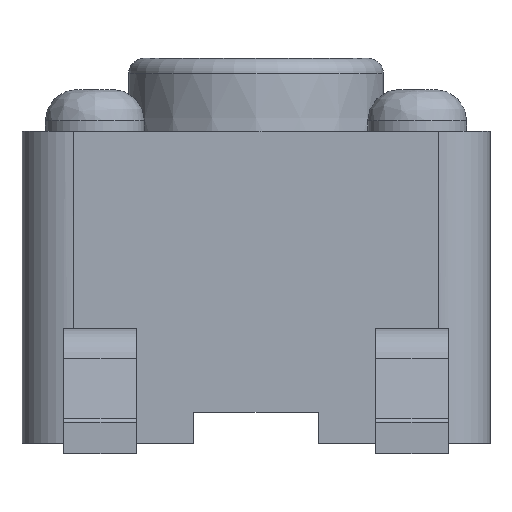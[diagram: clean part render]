
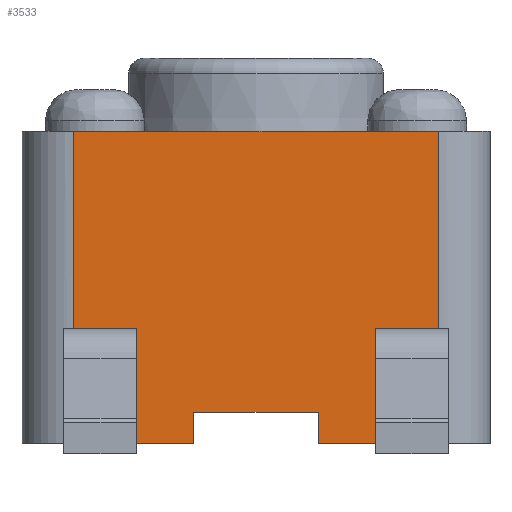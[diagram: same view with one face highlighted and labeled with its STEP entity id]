
A CAD part, left-side view. The second image highlights one B-rep face of the part: STEP entity #3533.
In plain terms, the highlighted planar face has unit normal (-1, 0, 0).
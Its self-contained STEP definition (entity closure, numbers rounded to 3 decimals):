
#71=PLANE('',#3843);
#230=FACE_OUTER_BOUND('',#430,.T.);
#430=EDGE_LOOP('',(#2549,#2550,#2551,#2552,#2553,#2554,#2555,#2556,#2557,
#2558,#2559,#2560,#2561,#2562,#2563,#2564));
#610=LINE('',#5281,#953);
#619=LINE('',#5471,#962);
#621=LINE('',#5478,#964);
#629=LINE('',#5496,#972);
#634=LINE('',#5506,#977);
#635=LINE('',#5508,#978);
#636=LINE('',#5510,#979);
#637=LINE('',#5512,#980);
#638=LINE('',#5514,#981);
#639=LINE('',#5516,#982);
#640=LINE('',#5518,#983);
#641=LINE('',#5520,#984);
#642=LINE('',#5521,#985);
#643=LINE('',#5523,#986);
#644=LINE('',#5525,#987);
#645=LINE('',#5526,#988);
#953=VECTOR('',#4284,3.5);
#962=VECTOR('',#4377,0.8);
#964=VECTOR('',#4383,1.9);
#972=VECTOR('',#4395,1.15);
#977=VECTOR('',#4404,0.3);
#978=VECTOR('',#4405,1.2);
#979=VECTOR('',#4406,0.3);
#980=VECTOR('',#4407,1.15);
#981=VECTOR('',#4408,0.8);
#982=VECTOR('',#4409,0.6);
#983=VECTOR('',#4410,0.3);
#984=VECTOR('',#4411,0.6);
#985=VECTOR('',#4412,1.9);
#986=VECTOR('',#4413,0.6);
#987=VECTOR('',#4414,0.3);
#988=VECTOR('',#4415,0.6);
#1494=VERTEX_POINT('',#5278);
#1495=VERTEX_POINT('',#5280);
#1525=VERTEX_POINT('',#5468);
#1526=VERTEX_POINT('',#5470);
#1529=VERTEX_POINT('',#5476);
#1537=VERTEX_POINT('',#5494);
#1540=VERTEX_POINT('',#5505);
#1541=VERTEX_POINT('',#5507);
#1542=VERTEX_POINT('',#5509);
#1543=VERTEX_POINT('',#5511);
#1544=VERTEX_POINT('',#5513);
#1545=VERTEX_POINT('',#5515);
#1546=VERTEX_POINT('',#5517);
#1547=VERTEX_POINT('',#5519);
#1548=VERTEX_POINT('',#5522);
#1549=VERTEX_POINT('',#5524);
#1859=EDGE_CURVE('',#1495,#1494,#610,.T.);
#1900=EDGE_CURVE('',#1525,#1526,#619,.T.);
#1904=EDGE_CURVE('',#1529,#1494,#621,.T.);
#1913=EDGE_CURVE('',#1525,#1537,#629,.T.);
#1918=EDGE_CURVE('',#1537,#1540,#634,.T.);
#1919=EDGE_CURVE('',#1540,#1541,#635,.T.);
#1920=EDGE_CURVE('',#1541,#1542,#636,.T.);
#1921=EDGE_CURVE('',#1542,#1543,#637,.T.);
#1922=EDGE_CURVE('',#1544,#1543,#638,.T.);
#1923=EDGE_CURVE('',#1544,#1545,#639,.T.);
#1924=EDGE_CURVE('',#1545,#1546,#640,.T.);
#1925=EDGE_CURVE('',#1546,#1547,#641,.T.);
#1926=EDGE_CURVE('',#1495,#1547,#642,.T.);
#1927=EDGE_CURVE('',#1529,#1548,#643,.T.);
#1928=EDGE_CURVE('',#1548,#1549,#644,.T.);
#1929=EDGE_CURVE('',#1549,#1526,#645,.T.);
#2549=ORIENTED_EDGE('',*,*,#1900,.F.);
#2550=ORIENTED_EDGE('',*,*,#1913,.T.);
#2551=ORIENTED_EDGE('',*,*,#1918,.T.);
#2552=ORIENTED_EDGE('',*,*,#1919,.T.);
#2553=ORIENTED_EDGE('',*,*,#1920,.T.);
#2554=ORIENTED_EDGE('',*,*,#1921,.T.);
#2555=ORIENTED_EDGE('',*,*,#1922,.F.);
#2556=ORIENTED_EDGE('',*,*,#1923,.T.);
#2557=ORIENTED_EDGE('',*,*,#1924,.T.);
#2558=ORIENTED_EDGE('',*,*,#1925,.T.);
#2559=ORIENTED_EDGE('',*,*,#1926,.F.);
#2560=ORIENTED_EDGE('',*,*,#1859,.T.);
#2561=ORIENTED_EDGE('',*,*,#1904,.F.);
#2562=ORIENTED_EDGE('',*,*,#1927,.T.);
#2563=ORIENTED_EDGE('',*,*,#1928,.T.);
#2564=ORIENTED_EDGE('',*,*,#1929,.T.);
#3533=ADVANCED_FACE('',(#230),#71,.T.);
#3843=AXIS2_PLACEMENT_3D('',#5504,#4402,#4403);
#4284=DIRECTION('',(0.,1.,0.));
#4377=DIRECTION('',(0.,0.,1.));
#4383=DIRECTION('',(0.,0.,1.));
#4395=DIRECTION('',(0.,-1.,0.));
#4402=DIRECTION('center_axis',(-1.,0.,0.));
#4403=DIRECTION('ref_axis',(0.,0.,1.));
#4404=DIRECTION('',(0.,0.,1.));
#4405=DIRECTION('',(0.,-1.,0.));
#4406=DIRECTION('',(0.,0.,-1.));
#4407=DIRECTION('',(0.,-1.,0.));
#4408=DIRECTION('',(0.,0.,-1.));
#4409=DIRECTION('',(0.,1.,0.));
#4410=DIRECTION('',(0.,0.,1.));
#4411=DIRECTION('',(0.,-1.,0.));
#4412=DIRECTION('',(0.,0.,-1.));
#4413=DIRECTION('',(0.,-1.,0.));
#4414=DIRECTION('',(0.,0.,-1.));
#4415=DIRECTION('',(0.,1.,0.));
#5278=CARTESIAN_POINT('',(-2.25,1.75,3.));
#5280=CARTESIAN_POINT('',(-2.25,-1.75,3.));
#5281=CARTESIAN_POINT('',(-2.25,-1.75,3.));
#5468=CARTESIAN_POINT('',(-2.25,1.75,0.));
#5470=CARTESIAN_POINT('',(-2.25,1.75,0.8));
#5471=CARTESIAN_POINT('',(-2.25,1.75,0.));
#5476=CARTESIAN_POINT('',(-2.25,1.75,1.1));
#5478=CARTESIAN_POINT('',(-2.25,1.75,1.1));
#5494=CARTESIAN_POINT('',(-2.25,0.6,0.));
#5496=CARTESIAN_POINT('',(-2.25,1.75,0.));
#5504=CARTESIAN_POINT('Origin',(-2.25,-1.925,-0.15));
#5505=CARTESIAN_POINT('',(-2.25,0.6,0.3));
#5506=CARTESIAN_POINT('',(-2.25,0.6,0.));
#5507=CARTESIAN_POINT('',(-2.25,-0.6,0.3));
#5508=CARTESIAN_POINT('',(-2.25,0.6,0.3));
#5509=CARTESIAN_POINT('',(-2.25,-0.6,0.));
#5510=CARTESIAN_POINT('',(-2.25,-0.6,0.3));
#5511=CARTESIAN_POINT('',(-2.25,-1.75,0.));
#5512=CARTESIAN_POINT('',(-2.25,-0.6,0.));
#5513=CARTESIAN_POINT('',(-2.25,-1.75,0.8));
#5514=CARTESIAN_POINT('',(-2.25,-1.75,0.8));
#5515=CARTESIAN_POINT('',(-2.25,-1.15,0.8));
#5516=CARTESIAN_POINT('',(-2.25,-1.75,0.8));
#5517=CARTESIAN_POINT('',(-2.25,-1.15,1.1));
#5518=CARTESIAN_POINT('',(-2.25,-1.15,0.8));
#5519=CARTESIAN_POINT('',(-2.25,-1.75,1.1));
#5520=CARTESIAN_POINT('',(-2.25,-1.15,1.1));
#5521=CARTESIAN_POINT('',(-2.25,-1.75,3.));
#5522=CARTESIAN_POINT('',(-2.25,1.15,1.1));
#5523=CARTESIAN_POINT('',(-2.25,1.75,1.1));
#5524=CARTESIAN_POINT('',(-2.25,1.15,0.8));
#5525=CARTESIAN_POINT('',(-2.25,1.15,1.1));
#5526=CARTESIAN_POINT('',(-2.25,1.15,0.8));
